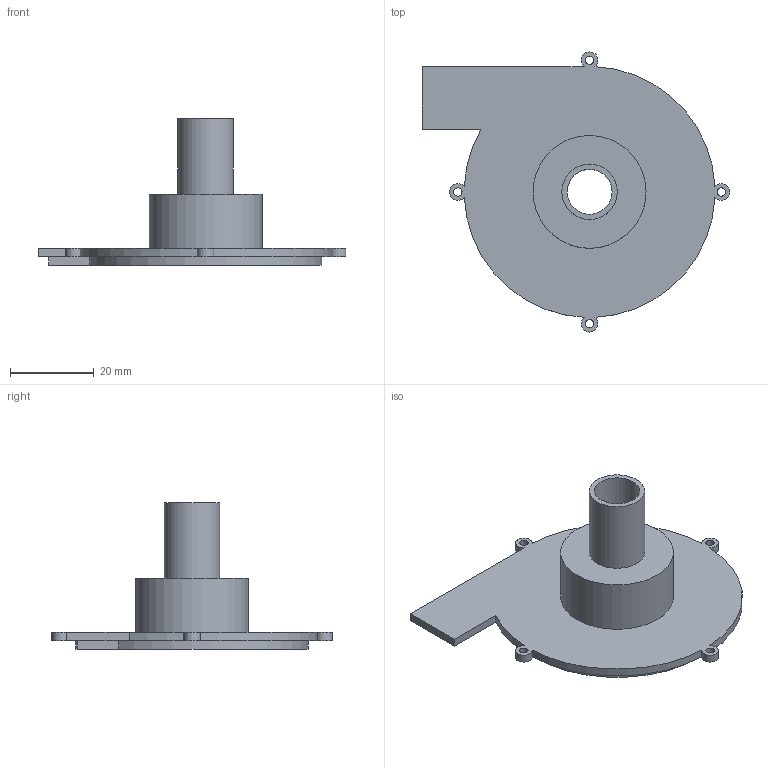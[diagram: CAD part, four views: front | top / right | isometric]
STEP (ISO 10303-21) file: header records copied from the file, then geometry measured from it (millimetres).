
FILE_DESCRIPTION(/* description */ (''),/* implementation_level */ '2;1');
FILE_NAME(/* name */ 'Top v2.step',/* time_stamp */ '2024-07-25T12:40:30+02:00',/* author */ (''),/* organization */ (''),/* preprocessor_version */ 'ST-DEVELOPER v20',/* originating_system */ 'Autodesk Translation Framework v13.14.0.145',/* authorisation */ '');
FILE_SCHEMA (('AUTOMOTIVE_DESIGN { 1 0 10303 214 3 1 1 }'));
Length unit declared in the file: millimetre
Products named in the file (1): Top
Bounding box: 73.5 x 67 x 35 mm (x, y, z)
Volume: 8559.2 mm3; surface area: 11204.2 mm2
Topology: 1 solids, 1 shells, 38 faces, 87 edges, 58 vertices
Faces by surface type: cylinder 20, plane 18
Full cylindrical faces by diameter (mm): 2 x4, 10.75 x1, 13.25 x1, 25 x1, 27 x1, 53.5 x1, 55.5 x1
Entity records: 1144 total; most frequent: DIRECTION 205, CARTESIAN_POINT 184, ORIENTED_EDGE 174, EDGE_CURVE 87, AXIS2_PLACEMENT_3D 79, VERTEX_POINT 58, EDGE_LOOP 55, LINE 47
